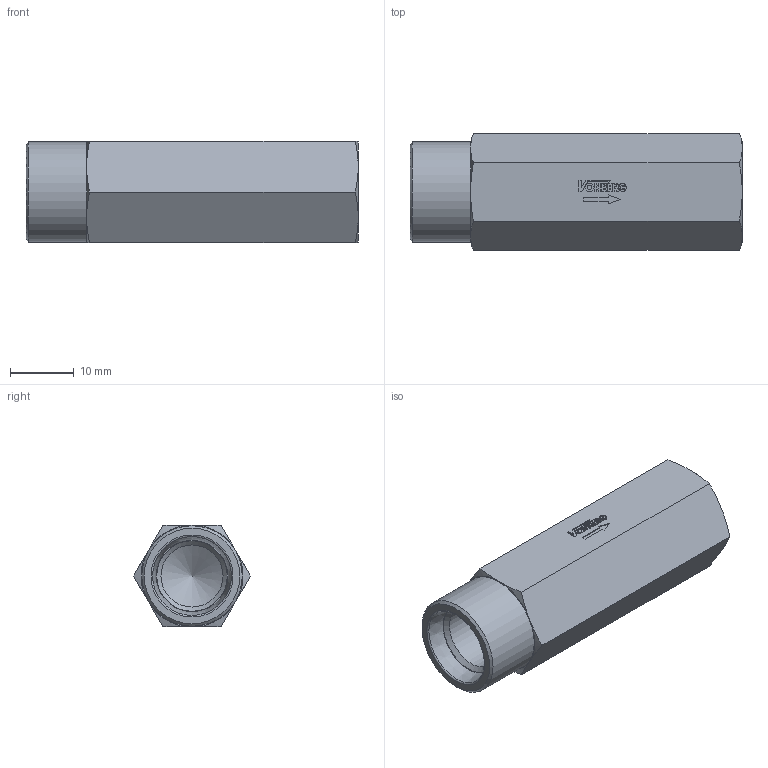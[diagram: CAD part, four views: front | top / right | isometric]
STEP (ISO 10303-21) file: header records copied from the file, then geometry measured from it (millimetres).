
FILE_DESCRIPTION((''),'2;1');
FILE_NAME('15312-204.stp','2015-01-05T09:47:25',('jml'),(''),'Autodesk Inventor 2010','Autodesk Inventor 2010','');
FILE_SCHEMA(('AUTOMOTIVE_DESIGN { 1 0 10303 214 1 1 1 1 }'));
Length unit declared in the file: inch
Products named in the file (1): 15312-204
Bounding box: 52.07 x 18.33 x 15.88 mm (x, y, z)
Volume: 8315.9 mm3; surface area: 4236.3 mm2
Topology: 1 solids, 1 shells, 133 faces, 340 edges, 225 vertices
Faces by surface type: plane 94, cone 19, cylinder 18, torus 2
Full cylindrical faces by diameter (mm): 0.696 x1, 9.728 x2, 15.748 x1
Entity records: 4002 total; most frequent: CARTESIAN_POINT 726, ORIENTED_EDGE 646, DIRECTION 624, EDGE_CURVE 323, VECTOR 242, LINE 242, VERTEX_POINT 221, AXIS2_PLACEMENT_3D 191
